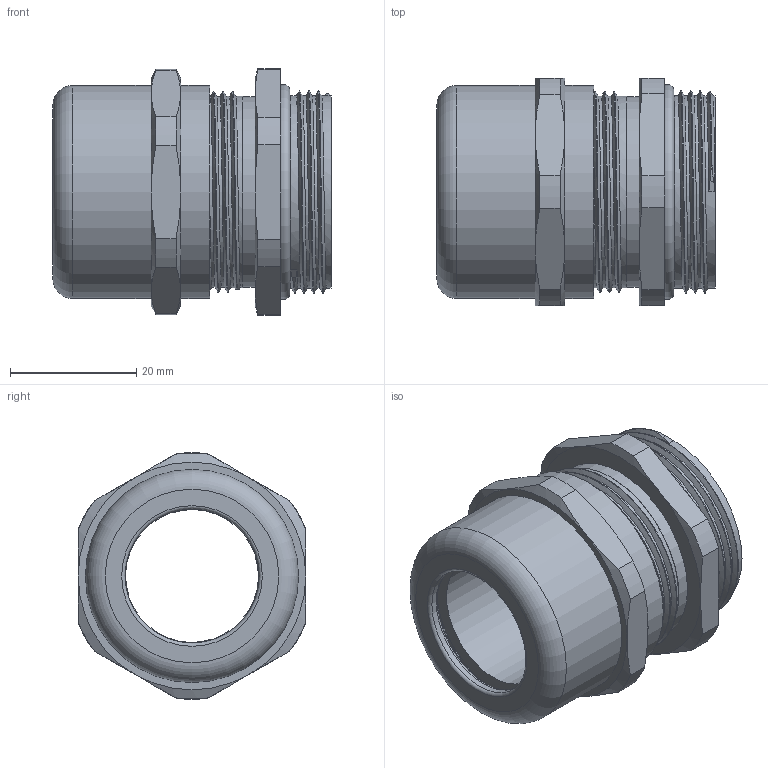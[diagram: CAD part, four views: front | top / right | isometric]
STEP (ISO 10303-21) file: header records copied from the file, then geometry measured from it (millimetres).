
FILE_DESCRIPTION(/* description */ ('Euro-Top M 32 Stutzen'),/* implementation_level */ '2;1');
FILE_NAME(/* name */ '90084532-RST.stp',/* time_stamp */ '2016-08-09T11:55:55+02:00',/* author */ ('SL'),/* organization */ (''),/* preprocessor_version */ 'ST-DEVELOPER v15.2',/* originating_system */ 'Autodesk Inventor 2014',/* authorisation */ '');
FILE_SCHEMA (('AUTOMOTIVE_DESIGN { 1 0 10303 214 3 1 1 }'));
Length unit declared in the file: millimetre
Products named in the file (6): Euro-Top-03-BT-0004-90084532; Euro-Top-03-BT-0005-90084532; Euro-Top-03-BT-0001-90084532; Euro-Top-03-BT-0003-90084532; Euro-Top-03-BT-0002-90084532; Euro-Top-03-BG-0001-90084532
Assembly tree (5 placements, depth 2):
  Euro-Top-03-BG-0001-90084532
    Euro-Top-03-BT-0004-90084532
    Euro-Top-03-BT-0005-90084532
    Euro-Top-03-BT-0001-90084532
    Euro-Top-03-BT-0003-90084532
    Euro-Top-03-BT-0002-90084532
Bounding box: 44 x 36 x 38.96 mm (x, y, z)
Volume: 16032.9 mm3; surface area: 22048.9 mm2
Topology: 5 solids, 5 shells, 591 faces, 1447 edges, 875 vertices
Faces by surface type: cylinder 186, plane 138, bspline 126, torus 94, cone 47
Full cylindrical faces by diameter (mm): 21 x1, 21.24 x1, 21.44 x3, 21.8 x4, 25.3 x1, 25.34 x1, 27 x2, 28 x1, 29.26 x1, 30 x1, 30.14 x1, 30.258 x5, 30.56 x12, 32.082 x12, 33.7 x2
Entity records: 35089 total; most frequent: CARTESIAN_POINT 22785, ORIENTED_EDGE 2614, DIRECTION 2441, EDGE_CURVE 1307, AXIS2_PLACEMENT_3D 1050, VERTEX_POINT 808, EDGE_LOOP 625, CIRCLE 603
